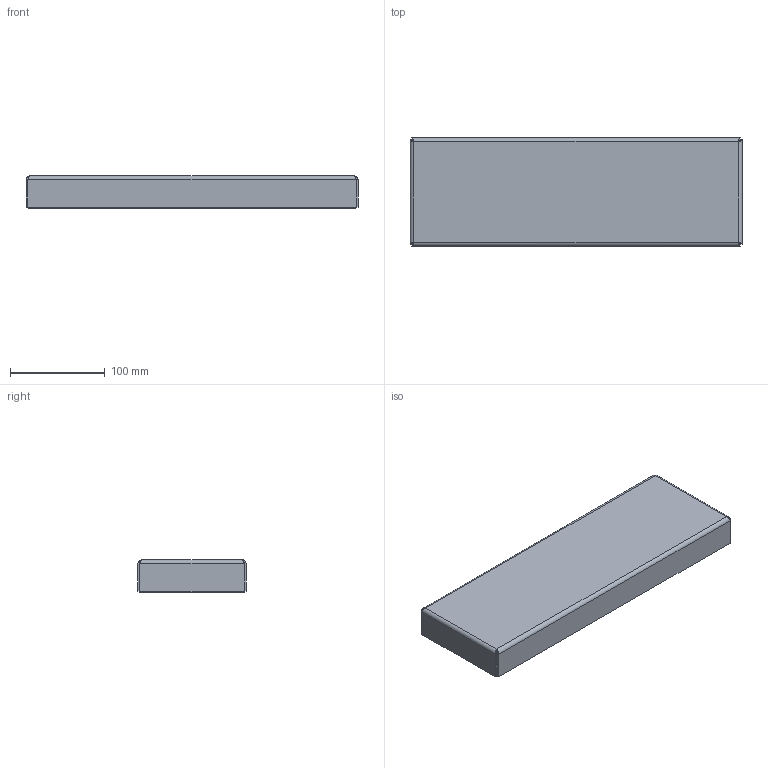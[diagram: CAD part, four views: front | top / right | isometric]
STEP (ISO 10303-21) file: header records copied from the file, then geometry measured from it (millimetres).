
FILE_DESCRIPTION(/* description */ (''),/* implementation_level */ '2;1');
FILE_NAME(/* name */ 'SVMN060350 -.stp',/* time_stamp */ '2019-05-22T14:32:22+02:00',/* author */ ('cr'),/* organization */ (''),/* preprocessor_version */ 'ST-DEVELOPER v17.2',/* originating_system */ 'Autodesk Inventor 2019',/* authorisation */ '');
FILE_SCHEMA (('AUTOMOTIVE_DESIGN { 1 0 10303 214 3 1 1 }'));
Length unit declared in the file: millimetre
Products named in the file (1): Part3
Bounding box: 350 x 114 x 34 mm (x, y, z)
Volume: 212874 mm3; surface area: 214832.3 mm2
Topology: 1 solids, 1 shells, 56 faces, 132 edges, 79 vertices
Faces by surface type: plane 31, cylinder 14, bspline 8, cone 3
Full cylindrical faces by diameter (mm): 6.647 x3, 12 x3
Entity records: 1911 total; most frequent: CARTESIAN_POINT 591, ORIENTED_EDGE 258, DIRECTION 223, EDGE_CURVE 129, LINE 89, VECTOR 89, VERTEX_POINT 79, AXIS2_PLACEMENT_3D 67
